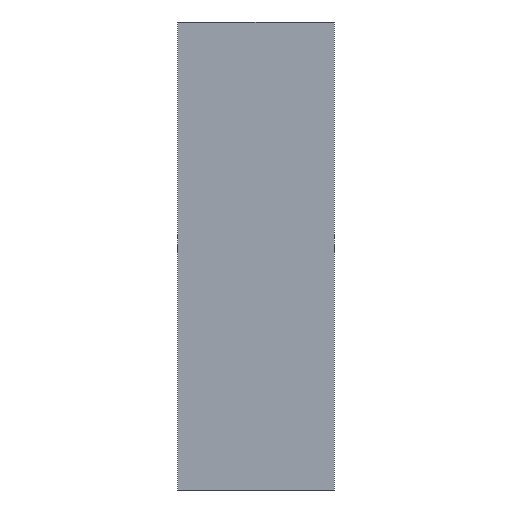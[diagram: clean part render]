
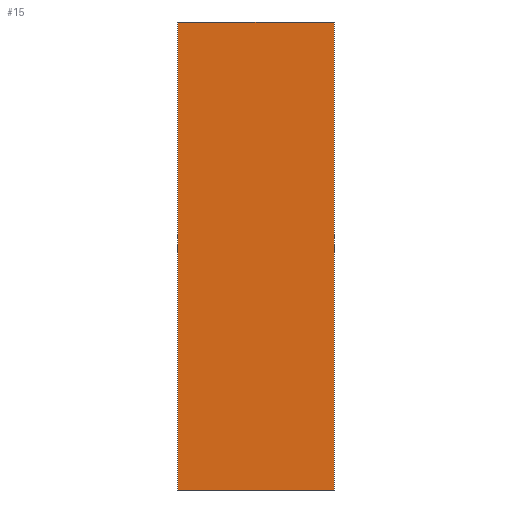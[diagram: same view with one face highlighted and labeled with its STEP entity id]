
A CAD part, front view. The second image highlights one B-rep face of the part: STEP entity #15.
In plain terms, the highlighted planar face has unit normal (0, -1, 0).
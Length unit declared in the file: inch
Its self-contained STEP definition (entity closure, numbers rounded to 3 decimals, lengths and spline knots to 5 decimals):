
#15=ADVANCED_FACE('',(#21),#90,.T.);
#21=FACE_OUTER_BOUND('',#27,.T.);
#27=EDGE_LOOP('',(#36,#37,#38,#39));
#36=ORIENTED_EDGE('',*,*,#60,.T.);
#37=ORIENTED_EDGE('',*,*,#61,.T.);
#38=ORIENTED_EDGE('',*,*,#62,.F.);
#39=ORIENTED_EDGE('',*,*,#57,.F.);
#57=EDGE_CURVE('',#81,#82,#69,.T.);
#60=EDGE_CURVE('',#81,#84,#72,.T.);
#61=EDGE_CURVE('',#84,#85,#73,.T.);
#62=EDGE_CURVE('',#82,#85,#74,.T.);
#69=B_SPLINE_CURVE_WITH_KNOTS('',1,(#226,#227),.UNSPECIFIED.,.F.,.F.,(2,
2),(0.,1.5),.UNSPECIFIED.);
#72=B_SPLINE_CURVE_WITH_KNOTS('',1,(#232,#233),.UNSPECIFIED.,.F.,.F.,(2,
2),(-54.3345,-30.25652),.UNSPECIFIED.);
#73=B_SPLINE_CURVE_WITH_KNOTS('',1,(#234,#235),.UNSPECIFIED.,.F.,.F.,(2,
2),(0.,1.5),.UNSPECIFIED.);
#74=B_SPLINE_CURVE_WITH_KNOTS('',1,(#236,#237),.UNSPECIFIED.,.F.,.F.,(2,
2),(-54.3345,-30.25652),.UNSPECIFIED.);
#81=VERTEX_POINT('',#217);
#82=VERTEX_POINT('',#218);
#84=VERTEX_POINT('',#220);
#85=VERTEX_POINT('',#221);
#90=PLANE('',#186);
#186=AXIS2_PLACEMENT_3D('',#202,#194,$);
#194=DIRECTION('',(0.,-1.,0.));
#202=CARTESIAN_POINT('',(0.,0.,0.));
#217=CARTESIAN_POINT('',(0.,0.,0.));
#218=CARTESIAN_POINT('',(0.,0.,1.5));
#220=CARTESIAN_POINT('',(0.50162,0.,0.));
#221=CARTESIAN_POINT('',(0.50162,0.,1.5));
#226=CARTESIAN_POINT('',(0.,0.,0.));
#227=CARTESIAN_POINT('',(0.,0.,1.5));
#232=CARTESIAN_POINT('',(0.,0.,0.));
#233=CARTESIAN_POINT('',(0.50162,0.,0.));
#234=CARTESIAN_POINT('',(0.50162,0.,0.));
#235=CARTESIAN_POINT('',(0.50162,0.,1.5));
#236=CARTESIAN_POINT('',(0.,0.,1.5));
#237=CARTESIAN_POINT('',(0.50162,0.,1.5));
